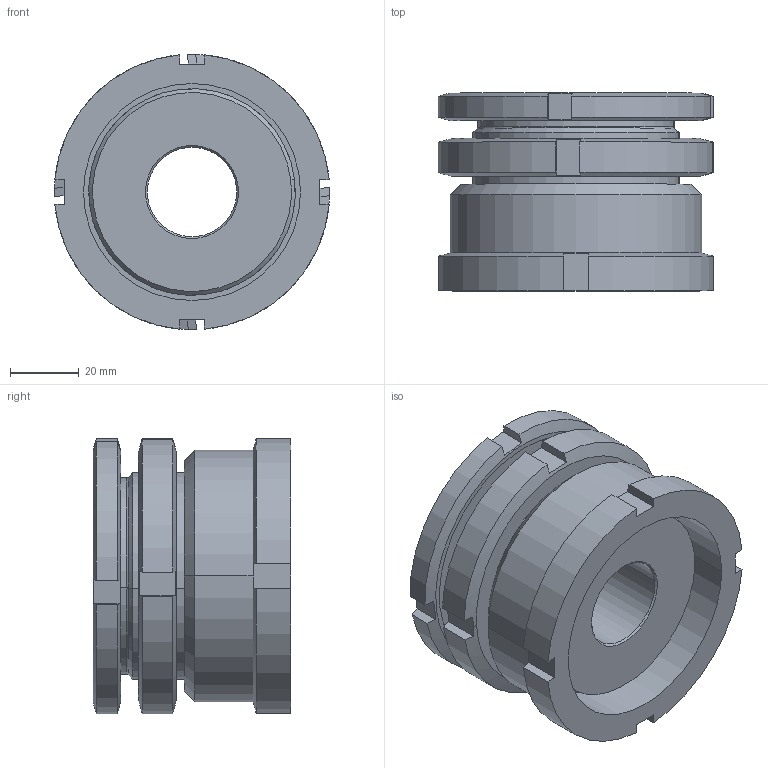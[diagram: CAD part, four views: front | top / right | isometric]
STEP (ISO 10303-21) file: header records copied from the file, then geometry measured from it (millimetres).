
FILE_DESCRIPTION (( 'STEP AP214' ), '1' );
FILE_NAME ('NAEK 60-26 0-0.STEP', '2015-08-18T14:04:15', ( '' ), ( '' ), 'SwSTEP 2.0', 'SolidWorks 2015', '' );
FILE_SCHEMA (( 'AUTOMOTIVE_DESIGN' ));
Length unit declared in the file: millimetre
Products named in the file (4): NAE 60 2-0 A1; NAEK 60-26 0-0; KM 60-0 A1; NAEK 60-26 1-0 A1
Assembly tree (3 placements, depth 2):
  NAEK 60-26 0-0
    NAE 60 2-0 A1
    KM 60-0 A1
    NAEK 60-26 1-0 A1
Bounding box: 79.97 x 57.43 x 79.97 mm (x, y, z)
Volume: 197010.8 mm3; surface area: 48927.5 mm2
Topology: 3 solids, 3 shells, 109 faces, 270 edges, 170 vertices
Faces by surface type: plane 45, cylinder 30, cone 28, torus 6
Entity records: 3640 total; most frequent: CARTESIAN_POINT 885, ORIENTED_EDGE 540, DIRECTION 524, EDGE_CURVE 270, AXIS2_PLACEMENT_3D 209, VERTEX_POINT 170, EDGE_LOOP 118, FACE_OUTER_BOUND 109
